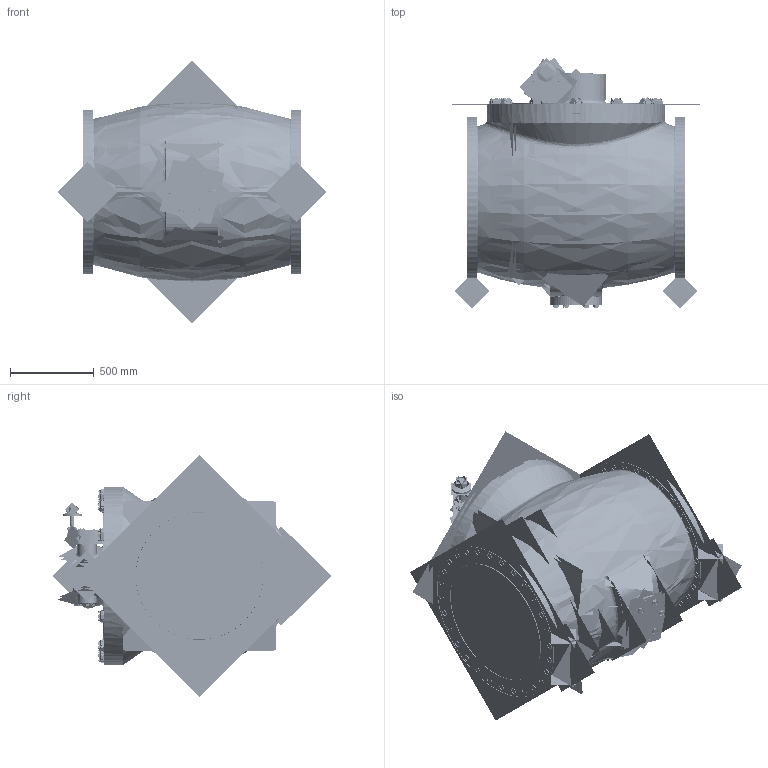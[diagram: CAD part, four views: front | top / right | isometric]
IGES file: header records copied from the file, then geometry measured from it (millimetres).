
Start section:  PTC IGES file: plug_flxfl-30in-nut_asm.igs
Global section: file name: plug_flxfl-30in-nut_asm.igs; native system: Creo Parametric by Parametric Technology Corporation; preprocessor: 2013050; author: HAPPY; organization: Unknown; date: 20170128.153509; units: inch
Bounding box: 1601.22 x 1668.95 x 1570.19 mm (x, y, z)
Volume: 350196964.8 mm3; surface area: 89285977.7 mm2
Topology: 65 solids, 64 shells, 3848 faces, 19176 edges, 24184 vertices
Faces by surface type: revolution 1932, bspline 1672, extrusion 244
